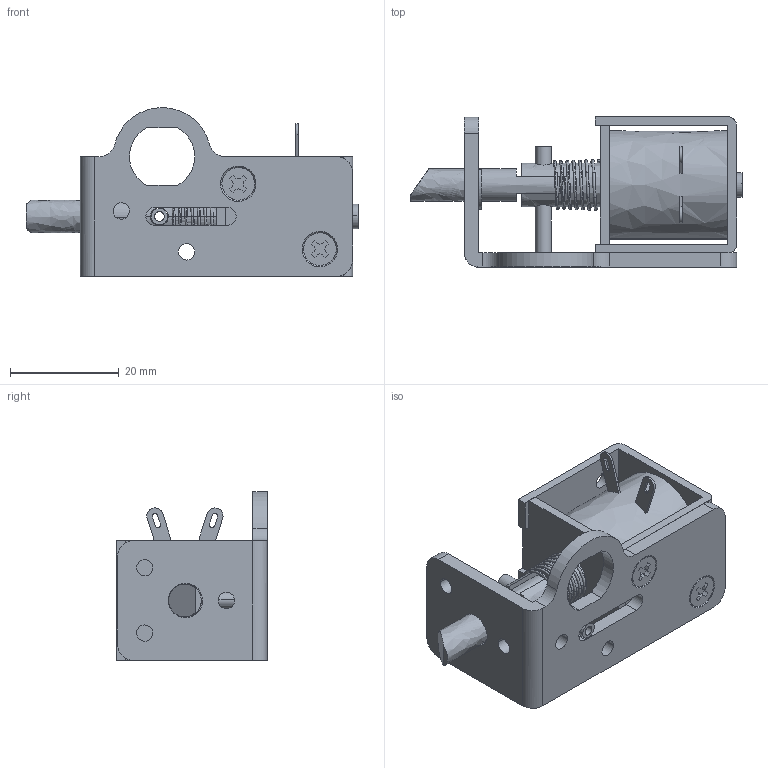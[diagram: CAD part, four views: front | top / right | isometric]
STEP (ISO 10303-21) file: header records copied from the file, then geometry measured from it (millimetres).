
FILE_DESCRIPTION((''),'2;1');
FILE_NAME('','2005-07-20T12:02:03',(''),(''),'','CADfix','');
FILE_SCHEMA(('AUTOMOTIVE_DESIGN'));
Length unit declared in the file: millimetre
Products named in the file (9): screw_1; spring; solenoid_2; solenoid_1; retainer; pin; latch; base; TL_258_2_22987_36
Assembly tree (9 placements, depth 2):
  TL_258_2_22987_36
    screw_1  x2
    spring
    solenoid_2
    solenoid_1
    retainer
    pin
    latch
    base
Bounding box: 61 x 27.6 x 30.99 mm (x, y, z)
Volume: 15381.1 mm3; surface area: 11935.4 mm2
Topology: 9 solids, 9 shells, 307 faces, 863 edges, 582 vertices
Faces by surface type: bspline 307
Entity records: 11391 total; most frequent: CARTESIAN_POINT 6787, ORIENTED_EDGE 1572, EDGE_CURVE 786, VERTEX_POINT 529, EDGE_LOOP 329, QUASI_UNIFORM_CURVE 318, FACE_OUTER_BOUND 280, ADVANCED_FACE 280
